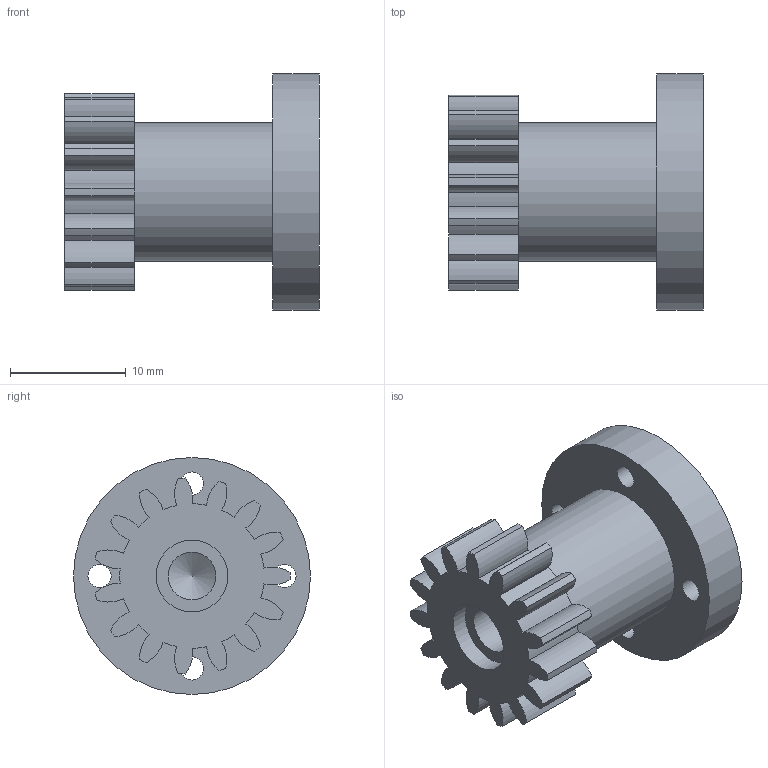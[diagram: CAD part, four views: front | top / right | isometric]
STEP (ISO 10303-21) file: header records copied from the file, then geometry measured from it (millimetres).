
FILE_DESCRIPTION(/* description */ (''),/* implementation_level */ '2;1');
FILE_NAME(/* name */ 'Lille gir + adapter.stp',/* time_stamp */ '2025-08-07T17:03:23+02:00',/* author */ ('roone'),/* organization */ (''),/* preprocessor_version */ 'ST-DEVELOPER v20',/* originating_system */ 'Autodesk Inventor 2025',/* authorisation */ '');
FILE_SCHEMA (('AUTOMOTIVE_DESIGN { 1 0 10303 214 3 1 1 }'));
Length unit declared in the file: millimetre
Products named in the file (1): Lille gir + adapter
Bounding box: 22 x 20.5 x 20.5 mm (x, y, z)
Volume: 3291 mm3; surface area: 2390 mm2
Topology: 1 solids, 1 shells, 76 faces, 209 edges, 140 vertices
Faces by surface type: cylinder 69, plane 6, cone 1
Full cylindrical faces by diameter (mm): 2 x4, 4.134 x1, 6.2 x1, 8.05 x1, 12 x1, 20.5 x1
Entity records: 2571 total; most frequent: DIRECTION 500, CARTESIAN_POINT 425, ORIENTED_EDGE 416, AXIS2_PLACEMENT_3D 215, EDGE_CURVE 208, VERTEX_POINT 139, CIRCLE 138, EDGE_LOOP 89
